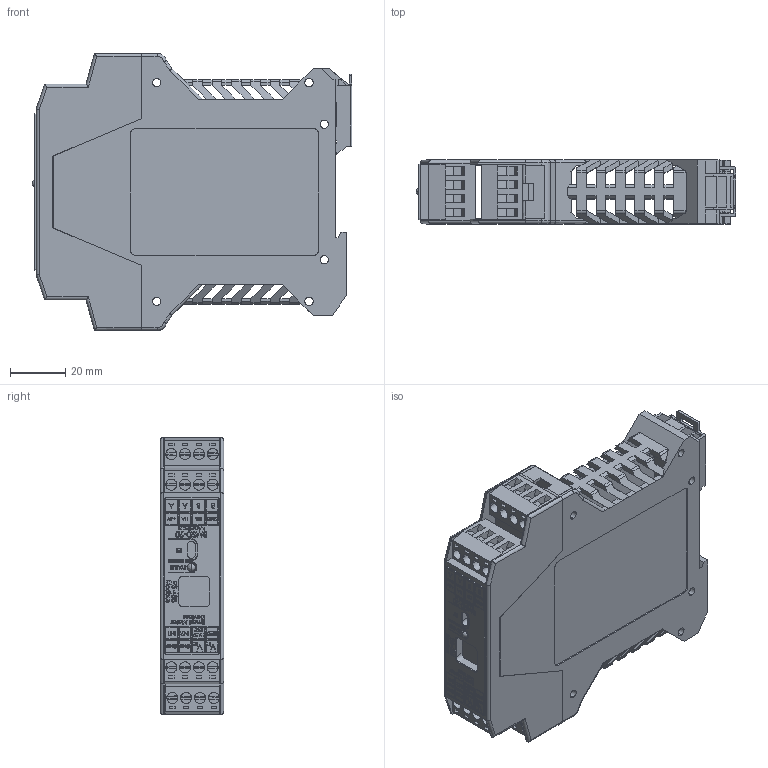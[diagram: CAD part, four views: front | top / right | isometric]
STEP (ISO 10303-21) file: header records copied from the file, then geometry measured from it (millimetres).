
FILE_DESCRIPTION(('FreeCAD Model'),'2;1');
FILE_NAME('Open CASCADE Shape Model','2022-02-28T15:45:37',('Author'),( ''),'Open CASCADE STEP processor 7.5','FreeCAD','Unknown');
FILE_SCHEMA(('AUTOMOTIVE_DESIGN { 1 0 10303 214 1 1 1 1 }'));
Products named in the file (1): BMSD-20 Modbus001
Bounding box: 115.5 x 23 x 100 mm (x, y, z)
Volume: 63692.1 mm3; surface area: 66063.4 mm2
Topology: 8 solids, 24 shells, 3384 faces, 9228 edges, 6050 vertices
Faces by surface type: plane 2239, bspline 930, cylinder 209, torus 4, revolution 2
Full cylindrical faces by diameter (mm): 4 x8
Entity records: 287105 total; most frequent: CARTESIAN_POINT 115144, DIRECTION 26797, LINE 20768, VECTOR 20768, ORIENTED_EDGE 18256, PCURVE 18256, DEFINITIONAL_REPRESENTATION 18256, EDGE_CURVE 9128
